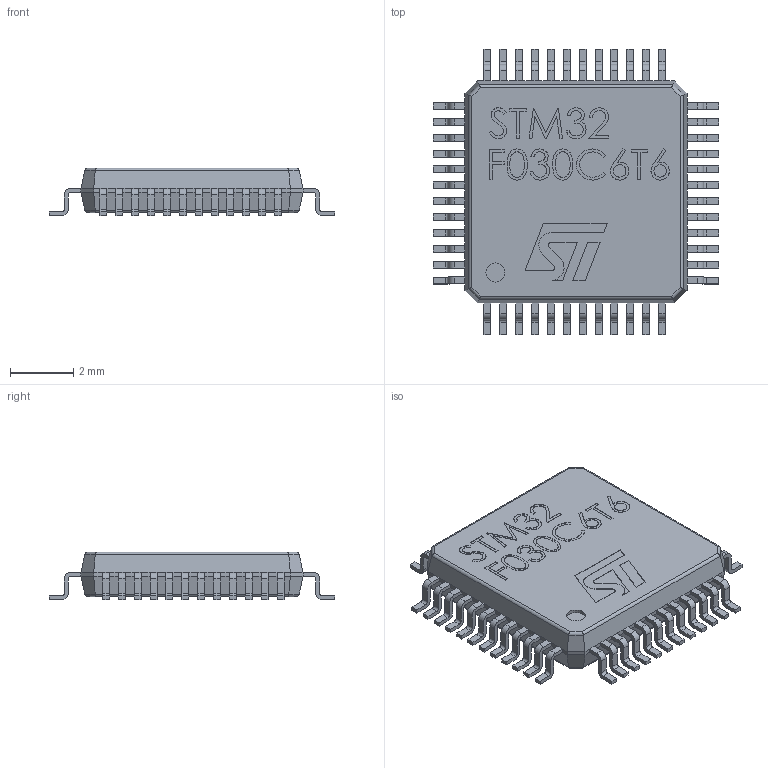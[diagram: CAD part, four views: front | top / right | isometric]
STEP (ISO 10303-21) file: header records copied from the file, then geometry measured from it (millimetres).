
FILE_DESCRIPTION(/* description */ (''),/* implementation_level */ '2;1');
FILE_NAME(/* name */ 'STM32-LQFP48 v2.step',/* time_stamp */ '2019-02-13T14:18:08-08:00',/* author */ (''),/* organization */ (''),/* preprocessor_version */ 'ST-DEVELOPER v17.2',/* originating_system */ 'Autodesk Translation Framework v7.6.0.251',/* authorisation */ '');
FILE_SCHEMA (('AUTOMOTIVE_DESIGN { 1 0 10303 214 3 1 1 }'));
Length unit declared in the file: millimetre
Products named in the file (1): STM32-LQFP48
Bounding box: 9 x 9 x 1.5 mm (x, y, z)
Volume: 67.8 mm3; surface area: 181.2 mm2
Topology: 1 solids, 1 shells, 1009 faces, 2736 edges, 1750 vertices
Faces by surface type: plane 602, cylinder 209, bspline 198
Full cylindrical faces by diameter (mm): 0.6 x1
Entity records: 33345 total; most frequent: CARTESIAN_POINT 8878, ORIENTED_EDGE 5472, DIRECTION 4368, EDGE_CURVE 2736, LINE 1936, VECTOR 1936, VERTEX_POINT 1750, AXIS2_PLACEMENT_3D 1216
